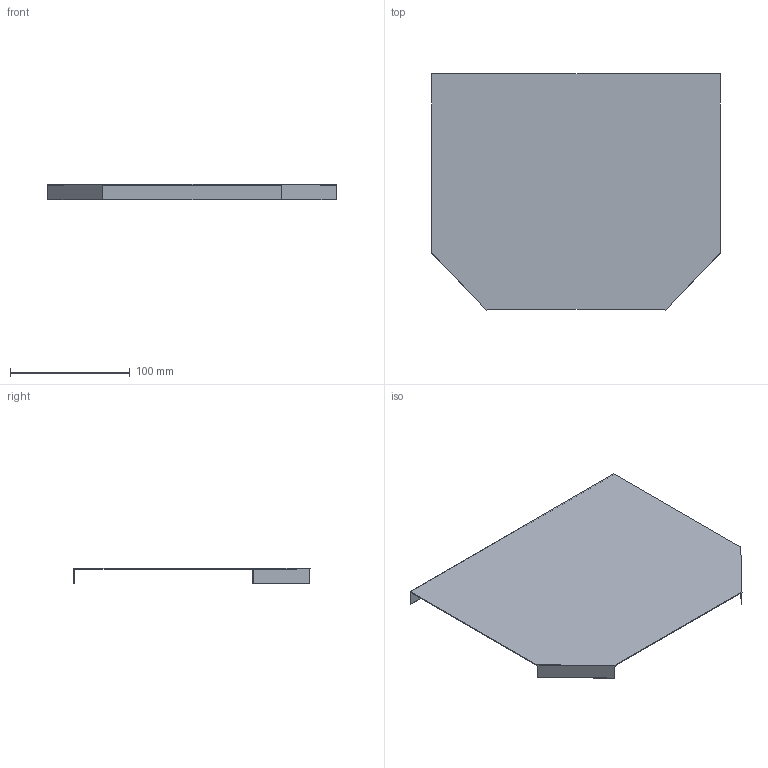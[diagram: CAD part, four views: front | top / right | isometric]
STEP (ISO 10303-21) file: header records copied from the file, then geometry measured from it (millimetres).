
FILE_DESCRIPTION (( 'STEP AP214' ), '1' );
FILE_NAME ('7128332.stp', '2018-10-03T06:21:25', ( '' ), ( '' ), 'SwSTEP 2.0', 'SolidWorks 2018', '' );
FILE_SCHEMA (( 'AUTOMOTIVE_DESIGN' ));
Length unit declared in the file: millimetre
Products named in the file (1): 7128332
Bounding box: 241.72 x 197.25 x 13 mm (x, y, z)
Volume: 34822.5 mm3; surface area: 100118.8 mm2
Topology: 1 solids, 1 shells, 26 faces, 72 edges, 48 vertices
Faces by surface type: plane 22, bspline 4
Entity records: 1002 total; most frequent: CARTESIAN_POINT 359, ORIENTED_EDGE 144, DIRECTION 94, EDGE_CURVE 72, LINE 48, VECTOR 48, VERTEX_POINT 48, EDGE_LOOP 26
